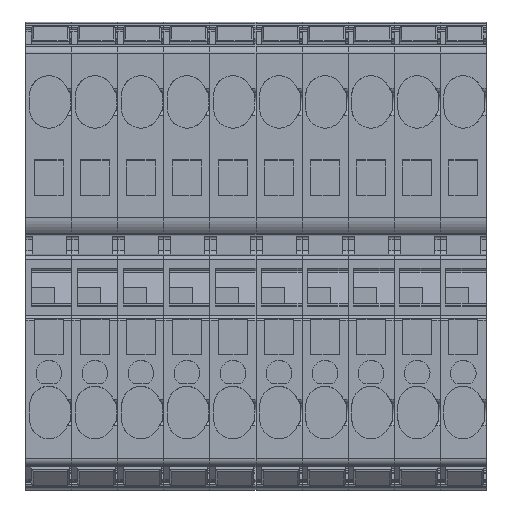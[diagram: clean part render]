
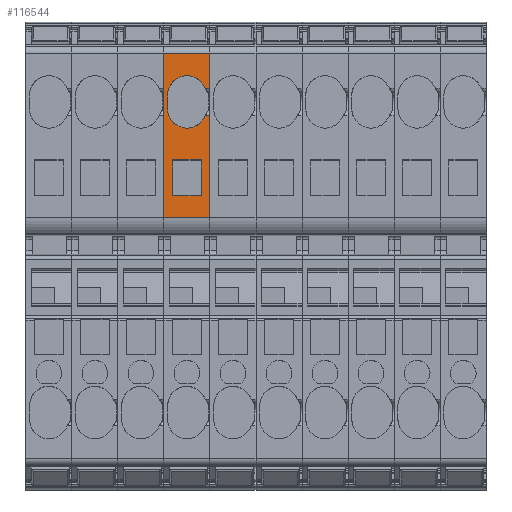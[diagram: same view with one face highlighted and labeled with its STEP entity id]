
A CAD part, top view. The second image highlights one B-rep face of the part: STEP entity #116544.
In plain terms, the highlighted planar face has unit normal (0, 0, 1).
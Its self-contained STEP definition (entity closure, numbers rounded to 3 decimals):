
#116421=AXIS2_PLACEMENT_3D('Plane Axis2P3D',#116418,#116419,#116420) ;
#116425=AXIS2_PLACEMENT_3D('Circle Axis2P3D',#116423,#116424,$) ;
#116441=AXIS2_PLACEMENT_3D('Circle Axis2P3D',#116439,#116440,$) ;
#116448=AXIS2_PLACEMENT_3D('Circle Axis2P3D',#116446,#116447,$) ;
#116491=AXIS2_PLACEMENT_3D('Circle Axis2P3D',#116489,#116490,$) ;
#113691=CARTESIAN_POINT('Line Origine',(18.3,46.949,42.6)) ;
#113695=CARTESIAN_POINT('Vertex',(18.3,36.06,42.6)) ;
#113697=CARTESIAN_POINT('Vertex',(18.3,57.838,42.6)) ;
#115645=CARTESIAN_POINT('Vertex',(24.4,57.838,42.6)) ;
#115648=CARTESIAN_POINT('Line Origine',(24.4,55.501,42.6)) ;
#115652=CARTESIAN_POINT('Vertex',(24.4,53.164,42.6)) ;
#115687=CARTESIAN_POINT('Vertex',(24.4,49.611,42.6)) ;
#115690=CARTESIAN_POINT('Line Origine',(24.4,42.835,42.6)) ;
#115694=CARTESIAN_POINT('Vertex',(24.4,36.06,42.6)) ;
#116418=CARTESIAN_POINT('Axis2P3D Location',(18.3,36.06,42.6)) ;
#116423=CARTESIAN_POINT('Axis2P3D Location',(21.35,50.463,42.6)) ;
#116427=CARTESIAN_POINT('Vertex',(18.946,49.611,42.6)) ;
#116429=CARTESIAN_POINT('Vertex',(18.8,50.463,42.6)) ;
#116432=CARTESIAN_POINT('Line Origine',(18.8,51.388,42.6)) ;
#116436=CARTESIAN_POINT('Vertex',(18.8,52.313,42.6)) ;
#116439=CARTESIAN_POINT('Axis2P3D Location',(21.35,52.313,42.6)) ;
#116443=CARTESIAN_POINT('Vertex',(18.946,53.164,42.6)) ;
#116446=CARTESIAN_POINT('Axis2P3D Location',(21.35,52.313,42.6)) ;
#116450=CARTESIAN_POINT('Vertex',(23.558,53.588,42.6)) ;
#116453=CARTESIAN_POINT('Line Origine',(23.681,53.376,42.6)) ;
#116457=CARTESIAN_POINT('Vertex',(23.803,53.164,42.6)) ;
#116460=CARTESIAN_POINT('Line Origine',(24.101,53.164,42.6)) ;
#116465=CARTESIAN_POINT('Line Origine',(21.35,57.838,42.6)) ;
#116470=CARTESIAN_POINT('Line Origine',(21.35,36.06,42.6)) ;
#116475=CARTESIAN_POINT('Line Origine',(24.101,49.611,42.6)) ;
#116479=CARTESIAN_POINT('Vertex',(23.803,49.611,42.6)) ;
#116482=CARTESIAN_POINT('Line Origine',(23.681,49.399,42.6)) ;
#116486=CARTESIAN_POINT('Vertex',(23.558,49.188,42.6)) ;
#116489=CARTESIAN_POINT('Axis2P3D Location',(21.35,50.463,42.6)) ;
#116510=CARTESIAN_POINT('Line Origine',(19.45,41.348,42.6)) ;
#116514=CARTESIAN_POINT('Vertex',(19.45,43.705,42.6)) ;
#116516=CARTESIAN_POINT('Vertex',(19.45,38.99,42.6)) ;
#116519=CARTESIAN_POINT('Line Origine',(21.35,43.705,42.6)) ;
#116523=CARTESIAN_POINT('Vertex',(23.25,43.705,42.6)) ;
#116526=CARTESIAN_POINT('Line Origine',(23.25,41.348,42.6)) ;
#116530=CARTESIAN_POINT('Vertex',(23.25,38.99,42.6)) ;
#116533=CARTESIAN_POINT('Line Origine',(21.35,38.99,42.6)) ;
#113692=DIRECTION('Vector Direction',(0.,1.,0.)) ;
#115649=DIRECTION('Vector Direction',(0.,1.,0.)) ;
#115691=DIRECTION('Vector Direction',(0.,1.,0.)) ;
#116419=DIRECTION('Axis2P3D Direction',(0.,0.,1.)) ;
#116420=DIRECTION('Axis2P3D XDirection',(0.,1.,0.)) ;
#116424=DIRECTION('Axis2P3D Direction',(0.,0.,1.)) ;
#116433=DIRECTION('Vector Direction',(0.,-1.,0.)) ;
#116440=DIRECTION('Axis2P3D Direction',(0.,0.,1.)) ;
#116447=DIRECTION('Axis2P3D Direction',(0.,0.,1.)) ;
#116454=DIRECTION('Vector Direction',(0.5,-0.866,0.)) ;
#116461=DIRECTION('Vector Direction',(1.,0.,0.)) ;
#116466=DIRECTION('Vector Direction',(-1.,0.,0.)) ;
#116471=DIRECTION('Vector Direction',(-1.,0.,0.)) ;
#116476=DIRECTION('Vector Direction',(1.,0.,0.)) ;
#116483=DIRECTION('Vector Direction',(-0.5,-0.866,0.)) ;
#116490=DIRECTION('Axis2P3D Direction',(0.,0.,1.)) ;
#116511=DIRECTION('Vector Direction',(0.,1.,0.)) ;
#116520=DIRECTION('Vector Direction',(1.,0.,0.)) ;
#116527=DIRECTION('Vector Direction',(0.,1.,0.)) ;
#116534=DIRECTION('Vector Direction',(1.,0.,0.)) ;
#113693=VECTOR('Line Direction',#113692,1.) ;
#115650=VECTOR('Line Direction',#115649,1.) ;
#115692=VECTOR('Line Direction',#115691,1.) ;
#116434=VECTOR('Line Direction',#116433,1.) ;
#116455=VECTOR('Line Direction',#116454,1.) ;
#116462=VECTOR('Line Direction',#116461,1.) ;
#116467=VECTOR('Line Direction',#116466,1.) ;
#116472=VECTOR('Line Direction',#116471,1.) ;
#116477=VECTOR('Line Direction',#116476,1.) ;
#116484=VECTOR('Line Direction',#116483,1.) ;
#116512=VECTOR('Line Direction',#116511,1.) ;
#116521=VECTOR('Line Direction',#116520,1.) ;
#116528=VECTOR('Line Direction',#116527,1.) ;
#116535=VECTOR('Line Direction',#116534,1.) ;
#116495=ORIENTED_EDGE('',*,*,#116431,.T.) ;
#116496=ORIENTED_EDGE('',*,*,#116438,.F.) ;
#116497=ORIENTED_EDGE('',*,*,#116445,.T.) ;
#116498=ORIENTED_EDGE('',*,*,#116452,.F.) ;
#116499=ORIENTED_EDGE('',*,*,#116459,.F.) ;
#116500=ORIENTED_EDGE('',*,*,#116464,.F.) ;
#116501=ORIENTED_EDGE('',*,*,#115654,.F.) ;
#116502=ORIENTED_EDGE('',*,*,#116469,.T.) ;
#116503=ORIENTED_EDGE('',*,*,#113699,.F.) ;
#116504=ORIENTED_EDGE('',*,*,#116474,.F.) ;
#116505=ORIENTED_EDGE('',*,*,#115696,.F.) ;
#116506=ORIENTED_EDGE('',*,*,#116481,.T.) ;
#116507=ORIENTED_EDGE('',*,*,#116488,.F.) ;
#116508=ORIENTED_EDGE('',*,*,#116493,.F.) ;
#116539=ORIENTED_EDGE('',*,*,#116518,.F.) ;
#116540=ORIENTED_EDGE('',*,*,#116525,.F.) ;
#116541=ORIENTED_EDGE('',*,*,#116532,.F.) ;
#116542=ORIENTED_EDGE('',*,*,#116537,.F.) ;
#116543=FACE_BOUND('',#116538,.T.) ;
#116544=ADVANCED_FACE('V2',(#116509,#116543),#116422,.T.) ;
#116426=CIRCLE('generated circle',#116425,2.55) ;
#116442=CIRCLE('generated circle',#116441,2.55) ;
#116449=CIRCLE('generated circle',#116448,2.55) ;
#116492=CIRCLE('generated circle',#116491,2.55) ;
#113699=EDGE_CURVE('',#113696,#113698,#113694,.T.) ;
#115654=EDGE_CURVE('',#115646,#115653,#115651,.F.) ;
#115696=EDGE_CURVE('',#115688,#115695,#115693,.F.) ;
#116431=EDGE_CURVE('',#116428,#116430,#116426,.F.) ;
#116438=EDGE_CURVE('',#116437,#116430,#116435,.T.) ;
#116445=EDGE_CURVE('',#116437,#116444,#116442,.F.) ;
#116452=EDGE_CURVE('',#116451,#116444,#116449,.T.) ;
#116459=EDGE_CURVE('',#116458,#116451,#116456,.F.) ;
#116464=EDGE_CURVE('',#115653,#116458,#116463,.F.) ;
#116469=EDGE_CURVE('',#115646,#113698,#116468,.T.) ;
#116474=EDGE_CURVE('',#115695,#113696,#116473,.T.) ;
#116481=EDGE_CURVE('',#115688,#116480,#116478,.F.) ;
#116488=EDGE_CURVE('',#116487,#116480,#116485,.F.) ;
#116493=EDGE_CURVE('',#116428,#116487,#116492,.T.) ;
#116518=EDGE_CURVE('',#116515,#116517,#116513,.F.) ;
#116525=EDGE_CURVE('',#116524,#116515,#116522,.F.) ;
#116532=EDGE_CURVE('',#116531,#116524,#116529,.T.) ;
#116537=EDGE_CURVE('',#116517,#116531,#116536,.T.) ;
#116494=EDGE_LOOP('',(#116495,#116496,#116497,#116498,#116499,#116500,#116501,#116502,#116503,#116504,#116505,#116506,#116507,#116508)) ;
#116538=EDGE_LOOP('',(#116539,#116540,#116541,#116542)) ;
#116509=FACE_OUTER_BOUND('',#116494,.T.) ;
#113694=LINE('Line',#113691,#113693) ;
#115651=LINE('Line',#115648,#115650) ;
#115693=LINE('Line',#115690,#115692) ;
#116435=LINE('Line',#116432,#116434) ;
#116456=LINE('Line',#116453,#116455) ;
#116463=LINE('Line',#116460,#116462) ;
#116468=LINE('Line',#116465,#116467) ;
#116473=LINE('Line',#116470,#116472) ;
#116478=LINE('Line',#116475,#116477) ;
#116485=LINE('Line',#116482,#116484) ;
#116513=LINE('Line',#116510,#116512) ;
#116522=LINE('Line',#116519,#116521) ;
#116529=LINE('Line',#116526,#116528) ;
#116536=LINE('Line',#116533,#116535) ;
#116422=PLANE('',#116421) ;
#113696=VERTEX_POINT('',#113695) ;
#113698=VERTEX_POINT('',#113697) ;
#115646=VERTEX_POINT('',#115645) ;
#115653=VERTEX_POINT('',#115652) ;
#115688=VERTEX_POINT('',#115687) ;
#115695=VERTEX_POINT('',#115694) ;
#116428=VERTEX_POINT('',#116427) ;
#116430=VERTEX_POINT('',#116429) ;
#116437=VERTEX_POINT('',#116436) ;
#116444=VERTEX_POINT('',#116443) ;
#116451=VERTEX_POINT('',#116450) ;
#116458=VERTEX_POINT('',#116457) ;
#116480=VERTEX_POINT('',#116479) ;
#116487=VERTEX_POINT('',#116486) ;
#116515=VERTEX_POINT('',#116514) ;
#116517=VERTEX_POINT('',#116516) ;
#116524=VERTEX_POINT('',#116523) ;
#116531=VERTEX_POINT('',#116530) ;
